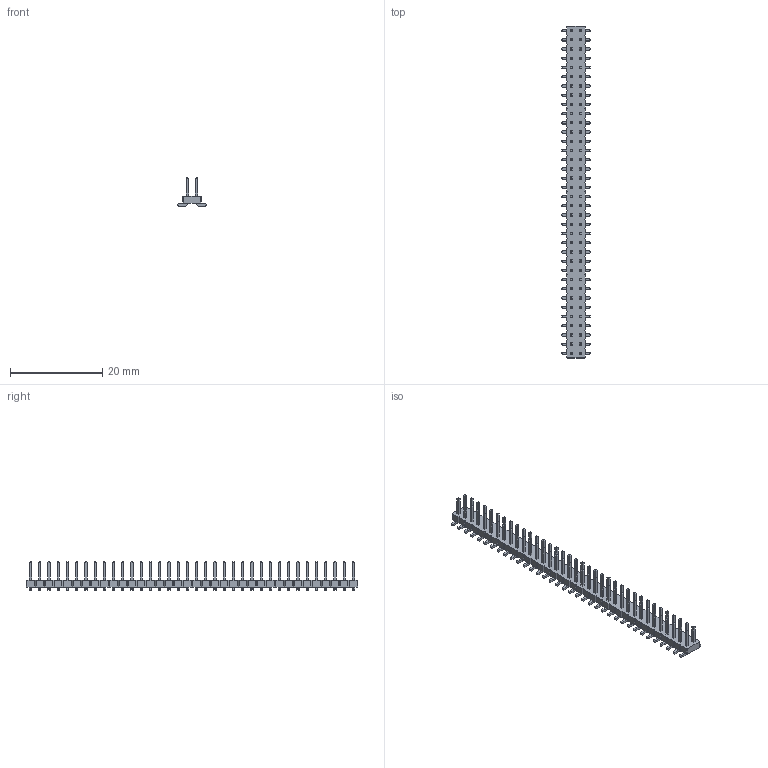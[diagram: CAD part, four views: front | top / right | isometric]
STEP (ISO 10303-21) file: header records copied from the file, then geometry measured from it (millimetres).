
FILE_DESCRIPTION(/* description */ ('model of Pin_Header_Straight_2x36_Pitch2.00mm_SMD'),/* implementation_level */ '2;1');
FILE_NAME(/* name */ 'Pin_Header_Straight_2x36_Pitch2.00mm_SMD.step',/* time_stamp */ '2017-08-19T05:37:02',/* author */ ('kicad StepUp','ksu'),/* organization */ ('FreeCAD'),/* preprocessor_version */ 'OCC',/* originating_system */ 'kicad StepUp',/* authorisation */ '');
FILE_SCHEMA(('AUTOMOTIVE_DESIGN { 1 0 10303 214 1 1 1 1 }'));
Length unit declared in the file: millimetre
Products named in the file (1): Pin_Header_Straight_2x36_Pitch200mm_SMD
Bounding box: 6.2 x 72 x 6.2 mm (x, y, z)
Volume: 537.7 mm3; surface area: 1683.4 mm2
Topology: 1 solids, 1 shells, 1660 faces, 3966 edges, 2452 vertices
Faces by surface type: plane 1516, cylinder 144
Entity records: 58163 total; most frequent: CARTESIAN_POINT 8079, ORIENTED_EDGE 7932, DIRECTION 7576, EDGE_CURVE 3966, LINE 3678, VECTOR 3678, VERTEX_POINT 2452, AXIS2_PLACEMENT_3D 1949
